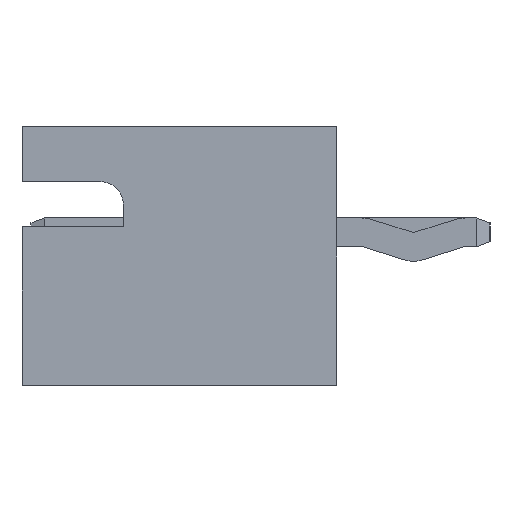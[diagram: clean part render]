
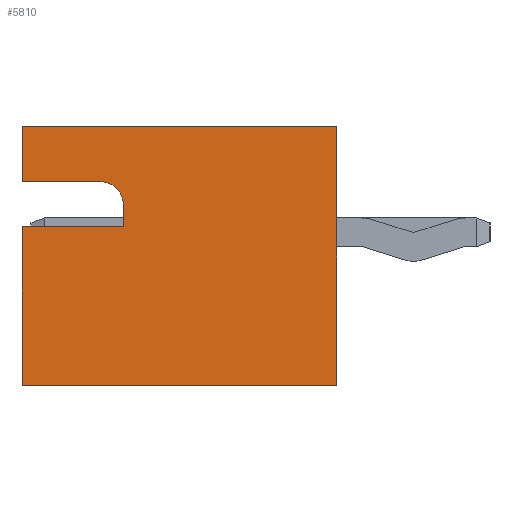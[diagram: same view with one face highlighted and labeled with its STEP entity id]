
A CAD part, left-side view. The second image highlights one B-rep face of the part: STEP entity #5810.
In plain terms, the highlighted planar face has unit normal (-1, 0, 0).
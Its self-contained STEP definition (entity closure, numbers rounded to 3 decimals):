
#41 = CARTESIAN_POINT ( 'NONE',  ( -11.2, 7., -2.875 ) ) ;
#158 = ORIENTED_EDGE ( 'NONE', *, *, #5096, .T. ) ;
#180 = EDGE_CURVE ( 'NONE', #6864, #6251, #8009, .T. ) ;
#360 = ORIENTED_EDGE ( 'NONE', *, *, #7925, .F. ) ;
#724 = DIRECTION ( 'NONE',  ( 0., 0., -1. ) ) ;
#783 = ORIENTED_EDGE ( 'NONE', *, *, #7534, .T. ) ;
#787 = EDGE_CURVE ( 'NONE', #5814, #2695, #1719, .T. ) ;
#957 = LINE ( 'NONE', #6009, #11386 ) ;
#1560 = EDGE_LOOP ( 'NONE', ( #158, #1901, #1662, #5827, #783, #360, #11823, #3301, #5680 ) ) ;
#1662 = ORIENTED_EDGE ( 'NONE', *, *, #3233, .F. ) ;
#1719 = LINE ( 'NONE', #6589, #9862 ) ;
#1769 = VECTOR ( 'NONE', #8302, 1000. ) ;
#1901 = ORIENTED_EDGE ( 'NONE', *, *, #7924, .T. ) ;
#1979 = VERTEX_POINT ( 'NONE', #10220 ) ;
#2451 = VECTOR ( 'NONE', #6965, 1000. ) ;
#2526 = VERTEX_POINT ( 'NONE', #3737 ) ;
#2538 = CARTESIAN_POINT ( 'NONE',  ( -11.2, 7., -2.875 ) ) ;
#2695 = VERTEX_POINT ( 'NONE', #8547 ) ;
#2918 = CARTESIAN_POINT ( 'NONE',  ( -11.2, 7., 0. ) ) ;
#3164 = CARTESIAN_POINT ( 'NONE',  ( -11.2, 0., 0. ) ) ;
#3233 = EDGE_CURVE ( 'NONE', #5911, #8587, #3606, .T. ) ;
#3301 = ORIENTED_EDGE ( 'NONE', *, *, #7972, .T. ) ;
#3583 = CARTESIAN_POINT ( 'NONE',  ( -11.2, 4.75, 1.15 ) ) ;
#3606 = LINE ( 'NONE', #2918, #1769 ) ;
#3737 = CARTESIAN_POINT ( 'NONE',  ( -11.2, 0., -2.875 ) ) ;
#3982 = CARTESIAN_POINT ( 'NONE',  ( -11.2, 4.75, 0.65 ) ) ;
#3985 = LINE ( 'NONE', #3164, #2451 ) ;
#4247 = AXIS2_PLACEMENT_3D ( 'NONE', #11697, #10808, #9902 ) ;
#4408 = PLANE ( 'NONE',  #5851 ) ;
#4484 = DIRECTION ( 'NONE',  ( 0., -1., 0. ) ) ;
#4687 = DIRECTION ( 'NONE',  ( 0., 0., 1. ) ) ;
#5096 = EDGE_CURVE ( 'NONE', #6864, #8138, #957, .T. ) ;
#5143 = DIRECTION ( 'NONE',  ( 0., 0., -1. ) ) ;
#5375 = DIRECTION ( 'NONE',  ( 1., 0., 0. ) ) ;
#5457 = LINE ( 'NONE', #6642, #11720 ) ;
#5575 = DIRECTION ( 'NONE',  ( 0., -1., 0. ) ) ;
#5680 = ORIENTED_EDGE ( 'NONE', *, *, #180, .F. ) ;
#5810 = ADVANCED_FACE ( 'NONE', ( #9481 ), #4408, .F. ) ;
#5814 = VERTEX_POINT ( 'NONE', #9785 ) ;
#5827 = ORIENTED_EDGE ( 'NONE', *, *, #10204, .T. ) ;
#5844 = VECTOR ( 'NONE', #10193, 1000. ) ;
#5851 = AXIS2_PLACEMENT_3D ( 'NONE', #10779, #5375, #724 ) ;
#5911 = VERTEX_POINT ( 'NONE', #41 ) ;
#6009 = CARTESIAN_POINT ( 'NONE',  ( -11.2, 4.75, 0. ) ) ;
#6251 = VERTEX_POINT ( 'NONE', #7008 ) ;
#6589 = CARTESIAN_POINT ( 'NONE',  ( -11.2, 7., 0. ) ) ;
#6642 = CARTESIAN_POINT ( 'NONE',  ( -11.2, 7., 0.65 ) ) ;
#6686 = CARTESIAN_POINT ( 'NONE',  ( -11.2, 7., 0.65 ) ) ;
#6864 = VERTEX_POINT ( 'NONE', #3583 ) ;
#6965 = DIRECTION ( 'NONE',  ( 0., 0., 1. ) ) ;
#7008 = CARTESIAN_POINT ( 'NONE',  ( -11.2, 5.25, 1.65 ) ) ;
#7432 = CARTESIAN_POINT ( 'NONE',  ( -11.2, 7., 1.65 ) ) ;
#7534 = EDGE_CURVE ( 'NONE', #2526, #1979, #3985, .T. ) ;
#7924 = EDGE_CURVE ( 'NONE', #8138, #8587, #5457, .T. ) ;
#7925 = EDGE_CURVE ( 'NONE', #2695, #1979, #11008, .T. ) ;
#7972 = EDGE_CURVE ( 'NONE', #5814, #6251, #10565, .T. ) ;
#8009 = CIRCLE ( 'NONE', #4247, 0.5 ) ;
#8138 = VERTEX_POINT ( 'NONE', #3982 ) ;
#8302 = DIRECTION ( 'NONE',  ( 0., 0., 1. ) ) ;
#8547 = CARTESIAN_POINT ( 'NONE',  ( -11.2, 7., 2.875 ) ) ;
#8587 = VERTEX_POINT ( 'NONE', #6686 ) ;
#9284 = VECTOR ( 'NONE', #5575, 1000. ) ;
#9481 = FACE_OUTER_BOUND ( 'NONE', #1560, .T. ) ;
#9652 = VECTOR ( 'NONE', #4484, 1000. ) ;
#9785 = CARTESIAN_POINT ( 'NONE',  ( -11.2, 7., 1.65 ) ) ;
#9862 = VECTOR ( 'NONE', #4687, 1000. ) ;
#9902 = DIRECTION ( 'NONE',  ( 0., 0., 1. ) ) ;
#10156 = CARTESIAN_POINT ( 'NONE',  ( -11.2, 7., 2.875 ) ) ;
#10193 = DIRECTION ( 'NONE',  ( 0., -1., 0. ) ) ;
#10204 = EDGE_CURVE ( 'NONE', #5911, #2526, #11371, .T. ) ;
#10220 = CARTESIAN_POINT ( 'NONE',  ( -11.2, 0., 2.875 ) ) ;
#10228 = DIRECTION ( 'NONE',  ( 0., 1., 0. ) ) ;
#10565 = LINE ( 'NONE', #7432, #5844 ) ;
#10779 = CARTESIAN_POINT ( 'NONE',  ( -11.2, 7., 0. ) ) ;
#10808 = DIRECTION ( 'NONE',  ( -1., 0., 0. ) ) ;
#11008 = LINE ( 'NONE', #10156, #9284 ) ;
#11371 = LINE ( 'NONE', #2538, #9652 ) ;
#11386 = VECTOR ( 'NONE', #5143, 1000. ) ;
#11697 = CARTESIAN_POINT ( 'NONE',  ( -11.2, 5.25, 1.15 ) ) ;
#11720 = VECTOR ( 'NONE', #10228, 1000. ) ;
#11823 = ORIENTED_EDGE ( 'NONE', *, *, #787, .F. ) ;
